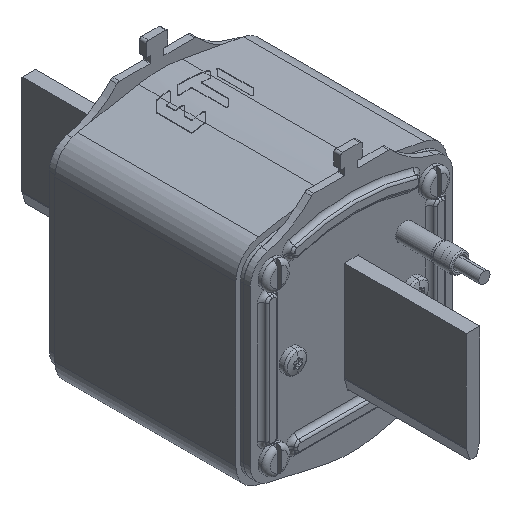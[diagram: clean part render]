
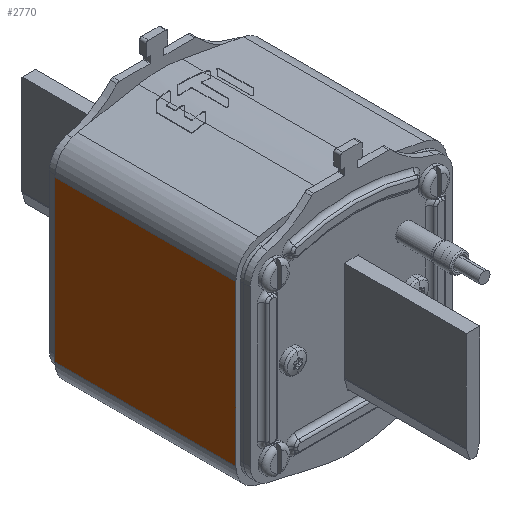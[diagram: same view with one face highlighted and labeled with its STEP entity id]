
A CAD part, isometric view. The second image highlights one B-rep face of the part: STEP entity #2770.
In plain terms, the highlighted face is planar.
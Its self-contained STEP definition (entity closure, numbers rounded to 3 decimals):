
#174=DIRECTION('',(-1.,0.,0.));
#175=VECTOR('',#174,72.);
#176=CARTESIAN_POINT('',(36.,47.5,-40.75));
#177=LINE('',#176,#175);
#284=DIRECTION('',(0.,0.,1.));
#285=VECTOR('',#284,81.5);
#286=CARTESIAN_POINT('',(-36.,47.5,-40.75));
#287=LINE('',#286,#285);
#291=DIRECTION('',(0.,0.,1.));
#292=VECTOR('',#291,81.5);
#293=CARTESIAN_POINT('',(36.,47.5,-40.75));
#294=LINE('',#293,#292);
#1125=DIRECTION('',(-1.,0.,0.));
#1126=VECTOR('',#1125,72.);
#1127=CARTESIAN_POINT('',(36.,47.5,40.75));
#1128=LINE('',#1127,#1126);
#2346=CARTESIAN_POINT('',(36.,47.5,-40.75));
#2347=VERTEX_POINT('',#2346);
#2348=CARTESIAN_POINT('',(-36.,47.5,-40.75));
#2349=VERTEX_POINT('',#2348);
#2370=CARTESIAN_POINT('',(36.,47.5,40.75));
#2371=VERTEX_POINT('',#2370);
#2372=CARTESIAN_POINT('',(-36.,47.5,40.75));
#2373=VERTEX_POINT('',#2372);
#2757=CARTESIAN_POINT('',(36.,47.5,-40.75));
#2758=DIRECTION('',(0.,1.,0.));
#2759=DIRECTION('',(-1.,0.,0.));
#2760=AXIS2_PLACEMENT_3D('',#2757,#2758,#2759);
#2761=PLANE('',#2760);
#2762=ORIENTED_EDGE('',*,*,#2579,.F.);
#2764=ORIENTED_EDGE('',*,*,#2763,.T.);
#2766=ORIENTED_EDGE('',*,*,#2765,.T.);
#2767=ORIENTED_EDGE('',*,*,#2742,.F.);
#2768=EDGE_LOOP('',(#2762,#2764,#2766,#2767));
#2769=FACE_OUTER_BOUND('',#2768,.F.);
#2579=EDGE_CURVE('',#2347,#2349,#177,.T.);
#2742=EDGE_CURVE('',#2349,#2373,#287,.T.);
#2763=EDGE_CURVE('',#2347,#2371,#294,.T.);
#2765=EDGE_CURVE('',#2371,#2373,#1128,.T.);
#2770=ADVANCED_FACE('',(#2769),#2761,.T.);
